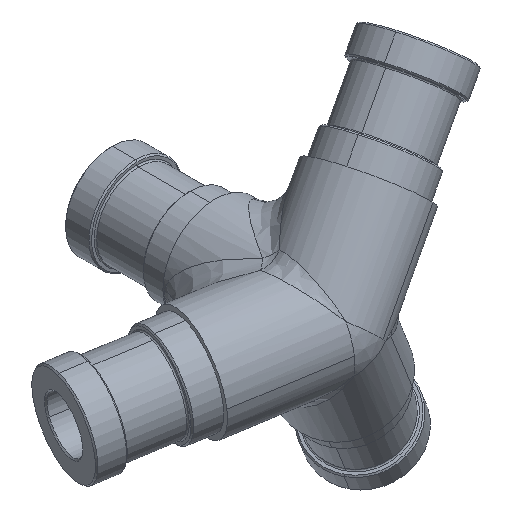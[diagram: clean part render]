
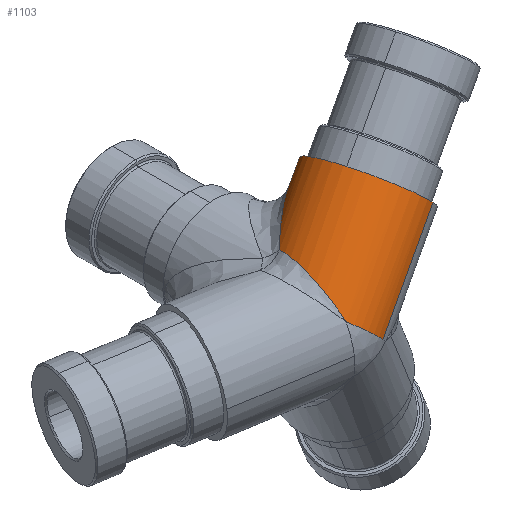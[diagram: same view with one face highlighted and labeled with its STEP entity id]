
A CAD part, isometric view. The second image highlights one B-rep face of the part: STEP entity #1103.
In plain terms, the highlighted cylindrical face has radius 20 mm (diameter 40 mm), a partial arc.
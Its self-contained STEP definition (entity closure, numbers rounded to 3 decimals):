
#957=AXIS2_PLACEMENT_3D('Cylinder Axis2P3D',#954,#955,#956) ;
#1092=AXIS2_PLACEMENT_3D('Circle Axis2P3D',#1090,#1091,$) ;
#915=CARTESIAN_POINT('Vertex',(555.6,241.8,700.)) ;
#919=CARTESIAN_POINT('Control Point',(555.6,241.8,700.)) ;
#920=CARTESIAN_POINT('Control Point',(553.429,241.167,702.28)) ;
#921=CARTESIAN_POINT('Control Point',(551.074,241.148,704.564)) ;
#922=CARTESIAN_POINT('Control Point',(548.651,241.803,706.724)) ;
#923=CARTESIAN_POINT('Control Point',(546.372,243.042,708.579)) ;
#924=CARTESIAN_POINT('Control Point',(544.322,244.696,710.097)) ;
#925=CARTESIAN_POINT('Vertex',(544.322,244.697,710.097)) ;
#954=CARTESIAN_POINT('Axis2P3D Location',(577.262,268.951,728.17)) ;
#959=CARTESIAN_POINT('Line Origine',(582.862,249.751,728.17)) ;
#963=CARTESIAN_POINT('Vertex',(582.862,249.751,728.17)) ;
#1028=CARTESIAN_POINT('Vertex',(568.898,287.345,725.315)) ;
#1031=CARTESIAN_POINT('Line Origine',(571.662,288.151,728.17)) ;
#1035=CARTESIAN_POINT('Vertex',(571.662,288.151,728.17)) ;
#1055=CARTESIAN_POINT('Control Point',(568.898,287.345,725.315)) ;
#1056=CARTESIAN_POINT('Control Point',(568.479,287.223,725.518)) ;
#1057=CARTESIAN_POINT('Control Point',(568.054,287.086,725.702)) ;
#1058=CARTESIAN_POINT('Control Point',(567.626,286.935,725.867)) ;
#1059=CARTESIAN_POINT('Control Point',(565.49,286.127,726.598)) ;
#1060=CARTESIAN_POINT('Control Point',(563.334,285.055,726.909)) ;
#1061=CARTESIAN_POINT('Control Point',(561.65,284.101,726.959)) ;
#1062=CARTESIAN_POINT('Control Point',(558.71,282.276,726.784)) ;
#1063=CARTESIAN_POINT('Control Point',(555.923,280.304,726.217)) ;
#1064=CARTESIAN_POINT('Control Point',(554.71,279.404,725.901)) ;
#1065=CARTESIAN_POINT('Control Point',(551.787,277.142,724.986)) ;
#1066=CARTESIAN_POINT('Control Point',(549.033,274.801,723.778)) ;
#1067=CARTESIAN_POINT('Control Point',(547.452,273.392,722.975)) ;
#1068=CARTESIAN_POINT('Control Point',(545.923,271.968,722.098)) ;
#1069=CARTESIAN_POINT('Control Point',(544.447,270.535,721.154)) ;
#1070=CARTESIAN_POINT('Vertex',(544.447,270.535,721.154)) ;
#1074=CARTESIAN_POINT('Control Point',(544.322,244.697,710.097)) ;
#1075=CARTESIAN_POINT('Control Point',(544.286,244.807,710.255)) ;
#1076=CARTESIAN_POINT('Control Point',(544.25,244.919,710.413)) ;
#1077=CARTESIAN_POINT('Control Point',(544.216,245.031,710.568)) ;
#1078=CARTESIAN_POINT('Control Point',(544.078,245.488,711.189)) ;
#1079=CARTESIAN_POINT('Control Point',(543.949,245.966,711.797)) ;
#1080=CARTESIAN_POINT('Control Point',(543.856,246.337,712.244)) ;
#1081=CARTESIAN_POINT('Control Point',(543.343,248.553,714.789)) ;
#1082=CARTESIAN_POINT('Control Point',(542.986,251.143,717.025)) ;
#1083=CARTESIAN_POINT('Control Point',(542.808,253.514,718.617)) ;
#1084=CARTESIAN_POINT('Control Point',(542.727,258.268,720.969)) ;
#1085=CARTESIAN_POINT('Control Point',(543.154,263.444,721.959)) ;
#1086=CARTESIAN_POINT('Control Point',(543.468,265.878,722.08)) ;
#1087=CARTESIAN_POINT('Control Point',(543.904,268.275,721.81)) ;
#1088=CARTESIAN_POINT('Control Point',(544.447,270.535,721.154)) ;
#1090=CARTESIAN_POINT('Axis2P3D Location',(577.262,268.951,728.17)) ;
#955=DIRECTION('Axis2P3D Direction',(-0.682,-0.199,-0.704)) ;
#956=DIRECTION('Axis2P3D XDirection',(0.28,-0.96,0.)) ;
#960=DIRECTION('Vector Direction',(-0.682,-0.199,-0.704)) ;
#1032=DIRECTION('Vector Direction',(-0.682,-0.199,-0.704)) ;
#1091=DIRECTION('Axis2P3D Direction',(-0.682,-0.199,-0.704)) ;
#961=VECTOR('Line Direction',#960,1.) ;
#1033=VECTOR('Line Direction',#1032,1.) ;
#1096=ORIENTED_EDGE('',*,*,#1037,.T.) ;
#1097=ORIENTED_EDGE('',*,*,#1072,.F.) ;
#1098=ORIENTED_EDGE('',*,*,#1089,.T.) ;
#1099=ORIENTED_EDGE('',*,*,#927,.F.) ;
#1100=ORIENTED_EDGE('',*,*,#965,.F.) ;
#1101=ORIENTED_EDGE('',*,*,#1094,.F.) ;
#1103=ADVANCED_FACE('PartBody',(#1102),#958,.T.) ;
#918=B_SPLINE_CURVE_WITH_KNOTS('',5,(#919,#920,#921,#922,#923,#924),.UNSPECIFIED.,.F.,.U.,(6,6),(0.,22.708),.UNSPECIFIED.) ;
#1054=B_SPLINE_CURVE_WITH_KNOTS('',5,(#1055,#1056,#1057,#1058,#1059,#1060,#1061,#1062,#1063,#1064,#1065,#1066,#1067,#1068,#1069),.UNSPECIFIED.,.F.,.U.,(6,3,3,3,6),(68.345,71.752,85.286,96.186,112.194),.UNSPECIFIED.) ;
#1073=B_SPLINE_CURVE_WITH_KNOTS('',5,(#1074,#1075,#1076,#1077,#1078,#1079,#1080,#1081,#1082,#1083,#1084,#1085,#1086,#1087,#1088),.UNSPECIFIED.,.F.,.U.,(6,3,3,3,6),(0.,1.387,5.542,25.523,42.602),.UNSPECIFIED.) ;
#1093=CIRCLE('generated circle',#1092,20.) ;
#958=CYLINDRICAL_SURFACE('generated cylinder',#957,20.) ;
#927=EDGE_CURVE('',#916,#926,#918,.T.) ;
#965=EDGE_CURVE('',#964,#916,#962,.T.) ;
#1037=EDGE_CURVE('',#1036,#1029,#1034,.T.) ;
#1072=EDGE_CURVE('',#1071,#1029,#1054,.F.) ;
#1089=EDGE_CURVE('',#1071,#926,#1073,.F.) ;
#1094=EDGE_CURVE('',#1036,#964,#1093,.F.) ;
#1095=EDGE_LOOP('',(#1096,#1097,#1098,#1099,#1100,#1101)) ;
#1102=FACE_OUTER_BOUND('',#1095,.T.) ;
#962=LINE('Line',#959,#961) ;
#1034=LINE('Line',#1031,#1033) ;
#916=VERTEX_POINT('',#915) ;
#926=VERTEX_POINT('',#925) ;
#964=VERTEX_POINT('',#963) ;
#1029=VERTEX_POINT('',#1028) ;
#1036=VERTEX_POINT('',#1035) ;
#1071=VERTEX_POINT('',#1070) ;
